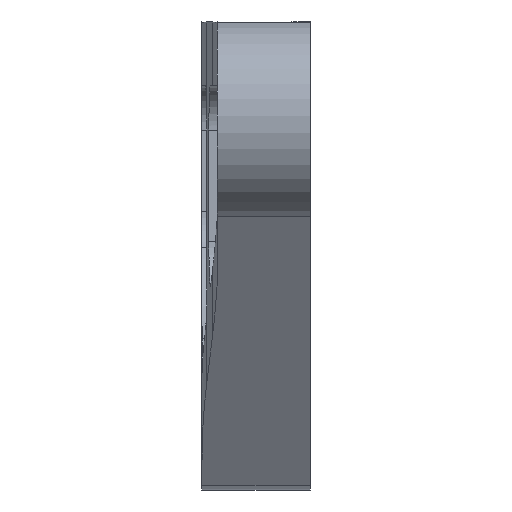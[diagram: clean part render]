
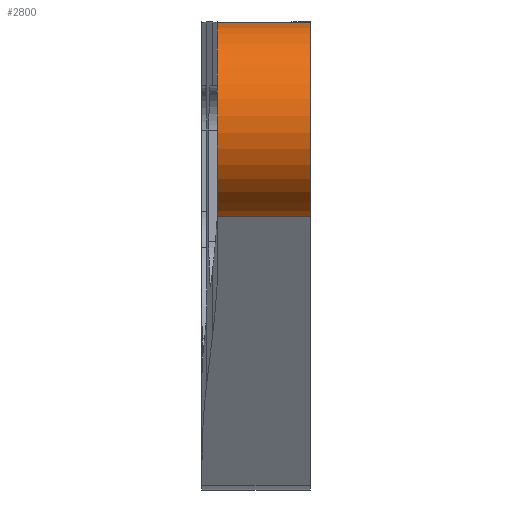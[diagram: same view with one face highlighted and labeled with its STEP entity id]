
A CAD part, left-side view. The second image highlights one B-rep face of the part: STEP entity #2800.
In plain terms, the highlighted cylindrical face has radius 11 mm (diameter 22 mm), a partial arc.
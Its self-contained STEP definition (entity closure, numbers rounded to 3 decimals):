
#44 = PLANE('',#45);
#45 = AXIS2_PLACEMENT_3D('',#46,#47,#48);
#46 = CARTESIAN_POINT('',(-111.933,16.,15.398));
#47 = DIRECTION('',(0.267,0.,0.964));
#48 = DIRECTION('',(-0.964,0.,0.267));
#132 = PLANE('',#133);
#133 = AXIS2_PLACEMENT_3D('',#134,#135,#136);
#134 = CARTESIAN_POINT('',(-28.124,16.,18.256));
#135 = DIRECTION('',(0.,1.,0.));
#136 = DIRECTION('',(0.,0.,1.));
#152 = VERTEX_POINT('',#153);
#153 = CARTESIAN_POINT('',(-111.933,16.,15.398));
#174 = EDGE_CURVE('',#152,#175,#177,.T.);
#175 = VERTEX_POINT('',#176);
#176 = CARTESIAN_POINT('',(-111.933,26.333,
    15.398));
#177 = SURFACE_CURVE('',#178,(#182,#189),.PCURVE_S1.);
#178 = LINE('',#179,#180);
#179 = CARTESIAN_POINT('',(-111.933,16.,15.398));
#180 = VECTOR('',#181,1.);
#181 = DIRECTION('',(0.,1.,0.));
#182 = PCURVE('',#44,#183);
#183 = DEFINITIONAL_REPRESENTATION('',(#184),#188);
#184 = LINE('',#185,#186);
#185 = CARTESIAN_POINT('',(0.,0.));
#186 = VECTOR('',#187,1.);
#187 = DIRECTION('',(-0.,-1.));
#188 = ( GEOMETRIC_REPRESENTATION_CONTEXT(2) 
PARAMETRIC_REPRESENTATION_CONTEXT() REPRESENTATION_CONTEXT('2D SPACE',''
  ) );
#189 = PCURVE('',#190,#195);
#190 = CYLINDRICAL_SURFACE('',#191,11.);
#191 = AXIS2_PLACEMENT_3D('',#192,#193,#194);
#192 = CARTESIAN_POINT('',(-109.,16.,26.));
#193 = DIRECTION('',(0.,-1.,0.));
#194 = DIRECTION('',(1.,0.,0.));
#195 = DEFINITIONAL_REPRESENTATION('',(#196),#200);
#196 = LINE('',#197,#198);
#197 = CARTESIAN_POINT('',(4.443,0.));
#198 = VECTOR('',#199,1.);
#199 = DIRECTION('',(0.,-1.));
#200 = ( GEOMETRIC_REPRESENTATION_CONTEXT(2) 
PARAMETRIC_REPRESENTATION_CONTEXT() REPRESENTATION_CONTEXT('2D SPACE',''
  ) );
#218 = PLANE('',#219);
#219 = AXIS2_PLACEMENT_3D('',#220,#221,#222);
#220 = CARTESIAN_POINT('',(-84.,26.333,37.));
#221 = DIRECTION('',(-0.,-1.,0.));
#222 = DIRECTION('',(1.,0.,0.));
#802 = VERTEX_POINT('',#803);
#803 = CARTESIAN_POINT('',(-109.,16.,37.));
#817 = PLANE('',#818);
#818 = AXIS2_PLACEMENT_3D('',#819,#820,#821);
#819 = CARTESIAN_POINT('',(46.,16.,37.));
#820 = DIRECTION('',(0.,0.,-1.));
#821 = DIRECTION('',(1.,0.,0.));
#829 = EDGE_CURVE('',#802,#152,#830,.T.);
#830 = SURFACE_CURVE('',#831,(#836,#847),.PCURVE_S1.);
#831 = CIRCLE('',#832,11.);
#832 = AXIS2_PLACEMENT_3D('',#833,#834,#835);
#833 = CARTESIAN_POINT('',(-109.,16.,26.));
#834 = DIRECTION('',(0.,-1.,0.));
#835 = DIRECTION('',(1.,0.,0.));
#836 = PCURVE('',#132,#837);
#837 = DEFINITIONAL_REPRESENTATION('',(#838),#846);
#838 = ( BOUNDED_CURVE() B_SPLINE_CURVE(2,(#839,#840,#841,#842,#843,#844
,#845),.UNSPECIFIED.,.T.,.F.) B_SPLINE_CURVE_WITH_KNOTS((1,2,2,2,2,1),(
    -2.094,0.,2.094,4.189,6.283,
8.378),.UNSPECIFIED.) CURVE() GEOMETRIC_REPRESENTATION_ITEM() 
RATIONAL_B_SPLINE_CURVE((1.,0.5,1.,0.5,1.,0.5,1.)) REPRESENTATION_ITEM(
  '') );
#839 = CARTESIAN_POINT('',(7.744,-69.876));
#840 = CARTESIAN_POINT('',(26.797,-69.876));
#841 = CARTESIAN_POINT('',(17.271,-86.376));
#842 = CARTESIAN_POINT('',(7.744,-102.876));
#843 = CARTESIAN_POINT('',(-1.782,-86.376));
#844 = CARTESIAN_POINT('',(-11.308,-69.876));
#845 = CARTESIAN_POINT('',(7.744,-69.876));
#846 = ( GEOMETRIC_REPRESENTATION_CONTEXT(2) 
PARAMETRIC_REPRESENTATION_CONTEXT() REPRESENTATION_CONTEXT('2D SPACE',''
  ) );
#847 = PCURVE('',#190,#848);
#848 = DEFINITIONAL_REPRESENTATION('',(#849),#853);
#849 = LINE('',#850,#851);
#850 = CARTESIAN_POINT('',(0.,0.));
#851 = VECTOR('',#852,1.);
#852 = DIRECTION('',(1.,0.));
#853 = ( GEOMETRIC_REPRESENTATION_CONTEXT(2) 
PARAMETRIC_REPRESENTATION_CONTEXT() REPRESENTATION_CONTEXT('2D SPACE',''
  ) );
#2625 = VERTEX_POINT('',#2626);
#2626 = CARTESIAN_POINT('',(-109.,26.333,
    37.));
#2744 = EDGE_CURVE('',#175,#2625,#2745,.T.);
#2745 = SURFACE_CURVE('',#2746,(#2751,#2762),.PCURVE_S1.);
#2746 = CIRCLE('',#2747,11.);
#2747 = AXIS2_PLACEMENT_3D('',#2748,#2749,#2750);
#2748 = CARTESIAN_POINT('',(-109.,26.333,26.));
#2749 = DIRECTION('',(0.,1.,0.));
#2750 = DIRECTION('',(1.,0.,0.));
#2751 = PCURVE('',#218,#2752);
#2752 = DEFINITIONAL_REPRESENTATION('',(#2753),#2761);
#2753 = ( BOUNDED_CURVE() B_SPLINE_CURVE(2,(#2754,#2755,#2756,#2757,
#2758,#2759,#2760),.UNSPECIFIED.,.T.,.F.) B_SPLINE_CURVE_WITH_KNOTS((1,2
    ,2,2,2,1),(-2.094,0.,2.094,4.189,
6.283,8.378),.UNSPECIFIED.) CURVE() 
GEOMETRIC_REPRESENTATION_ITEM() RATIONAL_B_SPLINE_CURVE((1.,0.5,1.,0.5,
1.,0.5,1.)) REPRESENTATION_ITEM('') );
#2754 = CARTESIAN_POINT('',(-14.,-11.));
#2755 = CARTESIAN_POINT('',(-14.,-30.053));
#2756 = CARTESIAN_POINT('',(-30.5,-20.526));
#2757 = CARTESIAN_POINT('',(-47.,-11.));
#2758 = CARTESIAN_POINT('',(-30.5,-1.474));
#2759 = CARTESIAN_POINT('',(-14.,8.053));
#2760 = CARTESIAN_POINT('',(-14.,-11.));
#2761 = ( GEOMETRIC_REPRESENTATION_CONTEXT(2) 
PARAMETRIC_REPRESENTATION_CONTEXT() REPRESENTATION_CONTEXT('2D SPACE',''
  ) );
#2762 = PCURVE('',#190,#2763);
#2763 = DEFINITIONAL_REPRESENTATION('',(#2764),#2768);
#2764 = LINE('',#2765,#2766);
#2765 = CARTESIAN_POINT('',(6.283,-10.333));
#2766 = VECTOR('',#2767,1.);
#2767 = DIRECTION('',(-1.,0.));
#2768 = ( GEOMETRIC_REPRESENTATION_CONTEXT(2) 
PARAMETRIC_REPRESENTATION_CONTEXT() REPRESENTATION_CONTEXT('2D SPACE',''
  ) );
#2800 = ADVANCED_FACE('',(#2801),#190,.T.);
#2801 = FACE_BOUND('',#2802,.T.);
#2802 = EDGE_LOOP('',(#2803,#2804,#2825,#2826));
#2803 = ORIENTED_EDGE('',*,*,#829,.F.);
#2804 = ORIENTED_EDGE('',*,*,#2805,.T.);
#2805 = EDGE_CURVE('',#802,#2625,#2806,.T.);
#2806 = SURFACE_CURVE('',#2807,(#2811,#2818),.PCURVE_S1.);
#2807 = LINE('',#2808,#2809);
#2808 = CARTESIAN_POINT('',(-109.,16.,37.));
#2809 = VECTOR('',#2810,1.);
#2810 = DIRECTION('',(0.,1.,0.));
#2811 = PCURVE('',#190,#2812);
#2812 = DEFINITIONAL_REPRESENTATION('',(#2813),#2817);
#2813 = LINE('',#2814,#2815);
#2814 = CARTESIAN_POINT('',(1.571,0.));
#2815 = VECTOR('',#2816,1.);
#2816 = DIRECTION('',(0.,-1.));
#2817 = ( GEOMETRIC_REPRESENTATION_CONTEXT(2) 
PARAMETRIC_REPRESENTATION_CONTEXT() REPRESENTATION_CONTEXT('2D SPACE',''
  ) );
#2818 = PCURVE('',#817,#2819);
#2819 = DEFINITIONAL_REPRESENTATION('',(#2820),#2824);
#2820 = LINE('',#2821,#2822);
#2821 = CARTESIAN_POINT('',(-155.,0.));
#2822 = VECTOR('',#2823,1.);
#2823 = DIRECTION('',(-0.,-1.));
#2824 = ( GEOMETRIC_REPRESENTATION_CONTEXT(2) 
PARAMETRIC_REPRESENTATION_CONTEXT() REPRESENTATION_CONTEXT('2D SPACE',''
  ) );
#2825 = ORIENTED_EDGE('',*,*,#2744,.F.);
#2826 = ORIENTED_EDGE('',*,*,#174,.F.);
